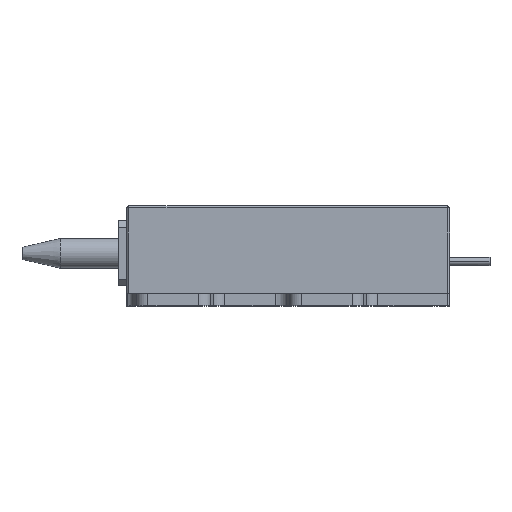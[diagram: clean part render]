
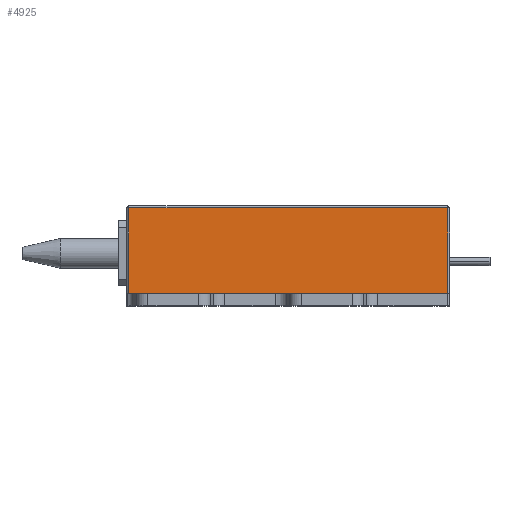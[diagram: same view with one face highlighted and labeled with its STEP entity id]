
A CAD part, top view. The second image highlights one B-rep face of the part: STEP entity #4925.
In plain terms, the highlighted planar face has unit normal (0, 0, 1).
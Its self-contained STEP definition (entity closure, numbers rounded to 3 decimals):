
#11 = VECTOR ( 'NONE', #1618, 1000. ) ;
#888 = CARTESIAN_POINT ( 'NONE',  ( 39.5, 3., 34. ) ) ;
#1025 = DIRECTION ( 'NONE',  ( 0., 0., -1. ) ) ;
#1066 = CARTESIAN_POINT ( 'NONE',  ( 39.5, 24.3, 34. ) ) ;
#1250 = AXIS2_PLACEMENT_3D ( 'NONE', #8022, #1025, #5516 ) ;
#1618 = DIRECTION ( 'NONE',  ( -1., 0., 0. ) ) ;
#2095 = ORIENTED_EDGE ( 'NONE', *, *, #5612, .T. ) ;
#2622 = CARTESIAN_POINT ( 'NONE',  ( 39.5, 21.8, 34. ) ) ;
#2855 = VECTOR ( 'NONE', #5332, 1000. ) ;
#2857 = LINE ( 'NONE', #6651, #7759 ) ;
#2861 = EDGE_CURVE ( 'NONE', #4830, #5211, #5114, .T. ) ;
#3216 = ORIENTED_EDGE ( 'NONE', *, *, #4835, .T. ) ;
#3297 = DIRECTION ( 'NONE',  ( 0., 1., 0. ) ) ;
#3399 = VECTOR ( 'NONE', #3297, 1000. ) ;
#3530 = EDGE_LOOP ( 'NONE', ( #4816, #2095, #4893, #3216 ) ) ;
#3814 = VERTEX_POINT ( 'NONE', #4318 ) ;
#4318 = CARTESIAN_POINT ( 'NONE',  ( -39.5, 24.3, 34. ) ) ;
#4331 = VERTEX_POINT ( 'NONE', #5684 ) ;
#4816 = ORIENTED_EDGE ( 'NONE', *, *, #2861, .T. ) ;
#4830 = VERTEX_POINT ( 'NONE', #888 ) ;
#4835 = EDGE_CURVE ( 'NONE', #4331, #4830, #2857, .T. ) ;
#4869 = PLANE ( 'NONE',  #1250 ) ;
#4893 = ORIENTED_EDGE ( 'NONE', *, *, #7754, .T. ) ;
#4904 = LINE ( 'NONE', #6771, #11 ) ;
#4925 = ADVANCED_FACE ( 'NONE', ( #7171 ), #4869, .F. ) ;
#5114 = LINE ( 'NONE', #2622, #3399 ) ;
#5211 = VERTEX_POINT ( 'NONE', #1066 ) ;
#5332 = DIRECTION ( 'NONE',  ( 0., -1., 0. ) ) ;
#5516 = DIRECTION ( 'NONE',  ( -1., 0., 0. ) ) ;
#5612 = EDGE_CURVE ( 'NONE', #5211, #3814, #4904, .T. ) ;
#5684 = CARTESIAN_POINT ( 'NONE',  ( -39.5, 3., 34. ) ) ;
#6284 = LINE ( 'NONE', #7234, #2855 ) ;
#6651 = CARTESIAN_POINT ( 'NONE',  ( -40., 3., 34. ) ) ;
#6771 = CARTESIAN_POINT ( 'NONE',  ( -39.5, 24.3, 34. ) ) ;
#7171 = FACE_OUTER_BOUND ( 'NONE', #3530, .T. ) ;
#7234 = CARTESIAN_POINT ( 'NONE',  ( -39.5, 21.8, 34. ) ) ;
#7300 = DIRECTION ( 'NONE',  ( 1., 0., 0. ) ) ;
#7754 = EDGE_CURVE ( 'NONE', #3814, #4331, #6284, .T. ) ;
#7759 = VECTOR ( 'NONE', #7300, 1000. ) ;
#8022 = CARTESIAN_POINT ( 'NONE',  ( -40., 21.8, 34. ) ) ;
